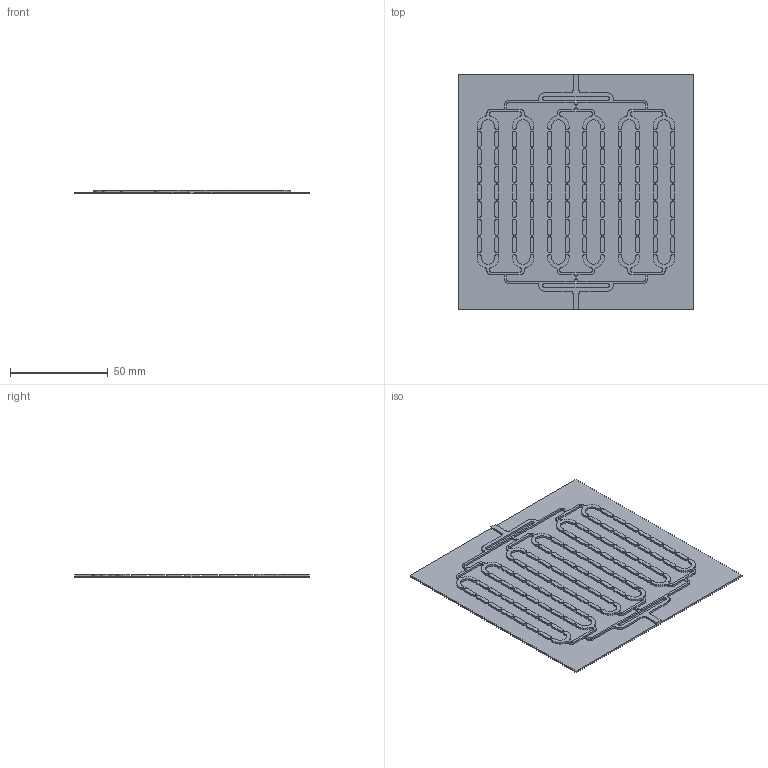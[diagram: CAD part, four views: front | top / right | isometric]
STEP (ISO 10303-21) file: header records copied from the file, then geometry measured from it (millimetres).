
FILE_DESCRIPTION (( 'STEP AP214' ), '1' );
FILE_NAME ('96 well 12by8mode for channel.STEP', '2020-04-09T22:56:40', ( '' ), ( '' ), 'SwSTEP 2.0', 'SolidWorks 2019', '' );
FILE_SCHEMA (( 'AUTOMOTIVE_DESIGN' ));
Length unit declared in the file: millimetre
Products named in the file (1): 96 well 12by8mode for channel
Bounding box: 120 x 120 x 2 mm (x, y, z)
Volume: 16673.9 mm3; surface area: 32044.2 mm2
Topology: 1 solids, 1 shells, 678 faces, 1770 edges, 1180 vertices
Faces by surface type: plane 360, cylinder 318
Entity records: 21035 total; most frequent: DIRECTION 3764, CARTESIAN_POINT 3629, ORIENTED_EDGE 3540, EDGE_CURVE 1770, AXIS2_PLACEMENT_3D 1315, VERTEX_POINT 1180, LINE 1134, VECTOR 1134
